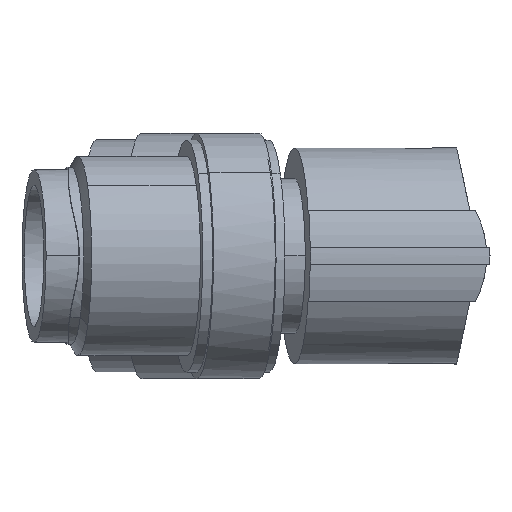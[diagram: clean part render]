
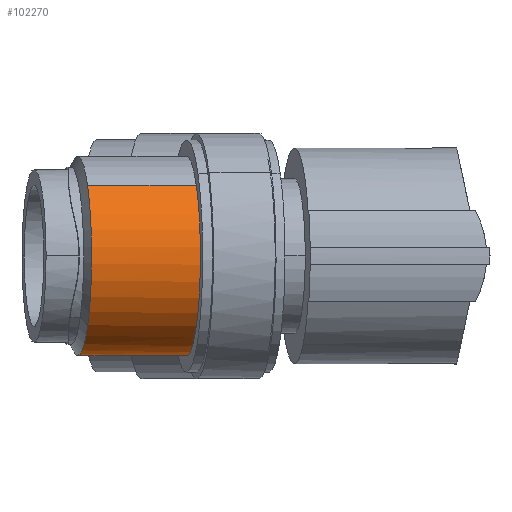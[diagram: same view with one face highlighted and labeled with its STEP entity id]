
A CAD part, left-side view. The second image highlights one B-rep face of the part: STEP entity #102270.
In plain terms, the highlighted cylindrical face has radius 6 mm (diameter 12 mm), a partial arc.
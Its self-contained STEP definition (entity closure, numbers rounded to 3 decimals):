
#6480=CARTESIAN_POINT('',(0.,12.16,
-28.452));
#6490=DIRECTION('',(0.,-0.99,
0.139));
#6500=DIRECTION('',(-0.707,-0.098,
-0.7));
#6510=AXIS2_PLACEMENT_3D('',#6480,#6490,#6500);
#6520=CIRCLE('',#6510,6.);
#6550=CARTESIAN_POINT('',(-4.243,11.569,
-32.654));
#6560=VERTEX_POINT('',#6550);
#6590=CARTESIAN_POINT('',(-4.243,10.274,
-32.472));
#6600=DIRECTION('',(0.,-0.99,
0.139));
#6610=VECTOR('',#6600,1.);
#6620=LINE('',#6590,#6610);
#6630=CARTESIAN_POINT('',(-4.243,18.113,
-33.573));
#6640=VERTEX_POINT('',#6630);
#6650=EDGE_CURVE('',#6640,#6560,#6620,.T.);
#6670=CARTESIAN_POINT('',(0.,18.703,
-29.372));
#6680=DIRECTION('',(0.,-0.99,
0.139));
#6690=DIRECTION('',(-0.707,-0.098,
-0.7));
#6700=AXIS2_PLACEMENT_3D('',#6670,#6680,#6690);
#6710=CIRCLE('',#6700,6.);
#6760=CARTESIAN_POINT('',(4.243,19.294,
-25.17));
#6770=VERTEX_POINT('',#6760);
#6800=CARTESIAN_POINT('',(4.243,11.455,
-24.069));
#6810=DIRECTION('',(0.,-0.99,
0.139));
#6820=VECTOR('',#6810,1.);
#6830=LINE('',#6800,#6820);
#6840=CARTESIAN_POINT('',(4.243,12.75,
-24.251));
#6850=VERTEX_POINT('',#6840);
#6860=EDGE_CURVE('',#6770,#6850,#6830,.T.);
#24190=CARTESIAN_POINT('',(4.168,18.102,
-33.646));
#24200=VERTEX_POINT('',#24190);
#24210=EDGE_CURVE('',#6640,#24200,#6710,.T.);
#56700=EDGE_CURVE('',#6560,#6850,#6520,.T.);
#102140=CARTESIAN_POINT('',(0.,10.865,
-28.27));
#102150=DIRECTION('',(0.,-0.99,
0.139));
#102160=DIRECTION('',(-0.707,-0.098,
-0.7));
#102170=AXIS2_PLACEMENT_3D('',#102140,#102150,#102160);
#102180=CYLINDRICAL_SURFACE('',#102170,6.);
#102190=EDGE_CURVE('',#24200,#6770,#6710,.T.);
#102200=ORIENTED_EDGE('',*,*,#102190,.T.);
#102210=ORIENTED_EDGE('',*,*,#24210,.T.);
#102220=ORIENTED_EDGE('',*,*,#6650,.F.);
#102230=ORIENTED_EDGE('',*,*,#56700,.F.);
#102240=ORIENTED_EDGE('',*,*,#6860,.T.);
#102250=EDGE_LOOP('',(#102240,#102230,#102220,#102210,#102200));
#102260=FACE_OUTER_BOUND('',#102250,.T.);
#102270=ADVANCED_FACE('',(#102260),#102180,.T.);
